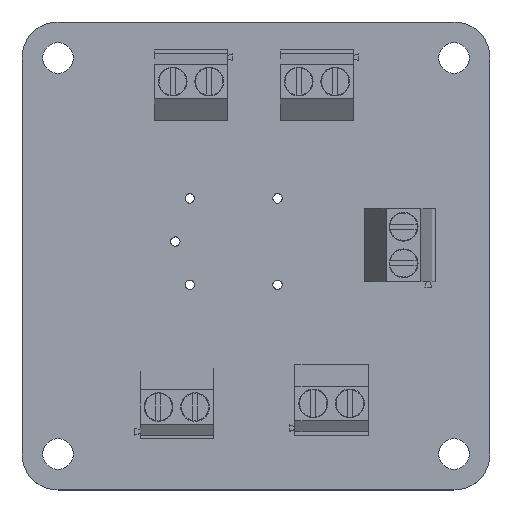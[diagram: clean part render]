
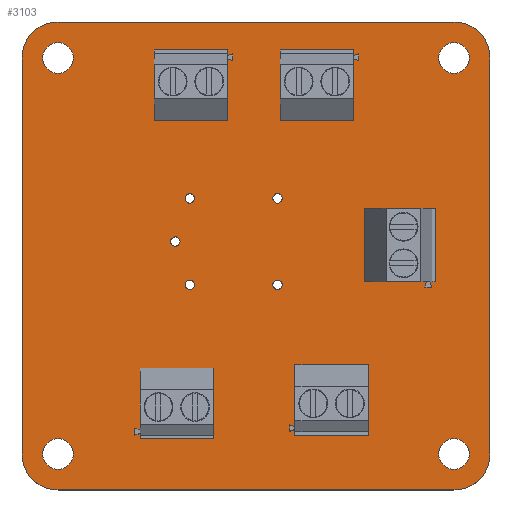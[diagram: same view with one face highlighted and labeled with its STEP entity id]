
A CAD part, top view. The second image highlights one B-rep face of the part: STEP entity #3103.
In plain terms, the highlighted planar face has unit normal (0, 0, 1).
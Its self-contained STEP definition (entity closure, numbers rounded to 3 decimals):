
#2745 = VERTEX_POINT('',#2746);
#2746 = CARTESIAN_POINT('',(194.5,-46.5,1.6));
#2752 = EDGE_CURVE('',#2745,#2753,#2755,.T.);
#2753 = VERTEX_POINT('',#2754);
#2754 = CARTESIAN_POINT('',(199.5,-51.5,1.6));
#2755 = CIRCLE('',#2756,5.);
#2756 = AXIS2_PLACEMENT_3D('',#2757,#2758,#2759);
#2757 = CARTESIAN_POINT('',(194.5,-51.5,1.6));
#2758 = DIRECTION('',(0.,0.,-1.));
#2759 = DIRECTION('',(0.,1.,0.));
#2787 = VERTEX_POINT('',#2788);
#2788 = CARTESIAN_POINT('',(139.5,-46.5,1.6));
#2794 = EDGE_CURVE('',#2787,#2745,#2795,.T.);
#2795 = LINE('',#2796,#2797);
#2796 = CARTESIAN_POINT('',(139.5,-46.5,1.6));
#2797 = VECTOR('',#2798,1.);
#2798 = DIRECTION('',(1.,0.,0.));
#2816 = EDGE_CURVE('',#2753,#2817,#2819,.T.);
#2817 = VERTEX_POINT('',#2818);
#2818 = CARTESIAN_POINT('',(199.5,-106.5,1.6));
#2819 = LINE('',#2820,#2821);
#2820 = CARTESIAN_POINT('',(199.5,-51.5,1.6));
#2821 = VECTOR('',#2822,1.);
#2822 = DIRECTION('',(0.,-1.,0.));
#3103 = ADVANCED_FACE('',(#3104,#3150,#3161,#3172,#3183,#3194,#3205,
    #3216,#3227,#3238,#3249,#3260,#3271,#3282,#3293,#3304,#3315,#3326,
    #3337,#3348),#3359,.T.);
#3104 = FACE_BOUND('',#3105,.T.);
#3105 = EDGE_LOOP('',(#3106,#3107,#3108,#3117,#3125,#3134,#3142,#3149));
#3106 = ORIENTED_EDGE('',*,*,#2752,.F.);
#3107 = ORIENTED_EDGE('',*,*,#2794,.F.);
#3108 = ORIENTED_EDGE('',*,*,#3109,.F.);
#3109 = EDGE_CURVE('',#3110,#2787,#3112,.T.);
#3110 = VERTEX_POINT('',#3111);
#3111 = CARTESIAN_POINT('',(134.5,-51.5,1.6));
#3112 = CIRCLE('',#3113,5.);
#3113 = AXIS2_PLACEMENT_3D('',#3114,#3115,#3116);
#3114 = CARTESIAN_POINT('',(139.5,-51.5,1.6));
#3115 = DIRECTION('',(0.,0.,-1.));
#3116 = DIRECTION('',(-1.,0.,-0.));
#3117 = ORIENTED_EDGE('',*,*,#3118,.F.);
#3118 = EDGE_CURVE('',#3119,#3110,#3121,.T.);
#3119 = VERTEX_POINT('',#3120);
#3120 = CARTESIAN_POINT('',(134.5,-106.5,1.6));
#3121 = LINE('',#3122,#3123);
#3122 = CARTESIAN_POINT('',(134.5,-106.5,1.6));
#3123 = VECTOR('',#3124,1.);
#3124 = DIRECTION('',(0.,1.,0.));
#3125 = ORIENTED_EDGE('',*,*,#3126,.F.);
#3126 = EDGE_CURVE('',#3127,#3119,#3129,.T.);
#3127 = VERTEX_POINT('',#3128);
#3128 = CARTESIAN_POINT('',(139.5,-111.5,1.6));
#3129 = CIRCLE('',#3130,5.);
#3130 = AXIS2_PLACEMENT_3D('',#3131,#3132,#3133);
#3131 = CARTESIAN_POINT('',(139.5,-106.5,1.6));
#3132 = DIRECTION('',(0.,0.,-1.));
#3133 = DIRECTION('',(0.,-1.,0.));
#3134 = ORIENTED_EDGE('',*,*,#3135,.F.);
#3135 = EDGE_CURVE('',#3136,#3127,#3138,.T.);
#3136 = VERTEX_POINT('',#3137);
#3137 = CARTESIAN_POINT('',(194.5,-111.5,1.6));
#3138 = LINE('',#3139,#3140);
#3139 = CARTESIAN_POINT('',(194.5,-111.5,1.6));
#3140 = VECTOR('',#3141,1.);
#3141 = DIRECTION('',(-1.,0.,0.));
#3142 = ORIENTED_EDGE('',*,*,#3143,.F.);
#3143 = EDGE_CURVE('',#2817,#3136,#3144,.T.);
#3144 = CIRCLE('',#3145,5.);
#3145 = AXIS2_PLACEMENT_3D('',#3146,#3147,#3148);
#3146 = CARTESIAN_POINT('',(194.5,-106.5,1.6));
#3147 = DIRECTION('',(0.,0.,-1.));
#3148 = DIRECTION('',(1.,0.,0.));
#3149 = ORIENTED_EDGE('',*,*,#2816,.F.);
#3150 = FACE_BOUND('',#3151,.T.);
#3151 = EDGE_LOOP('',(#3152));
#3152 = ORIENTED_EDGE('',*,*,#3153,.T.);
#3153 = EDGE_CURVE('',#3154,#3154,#3156,.T.);
#3154 = VERTEX_POINT('',#3155);
#3155 = CARTESIAN_POINT('',(139.5,-108.65,1.6));
#3156 = CIRCLE('',#3157,2.15);
#3157 = AXIS2_PLACEMENT_3D('',#3158,#3159,#3160);
#3158 = CARTESIAN_POINT('',(139.5,-106.5,1.6));
#3159 = DIRECTION('',(-0.,0.,-1.));
#3160 = DIRECTION('',(-0.,-1.,0.));
#3161 = FACE_BOUND('',#3162,.T.);
#3162 = EDGE_LOOP('',(#3163));
#3163 = ORIENTED_EDGE('',*,*,#3164,.T.);
#3164 = EDGE_CURVE('',#3165,#3165,#3167,.T.);
#3165 = VERTEX_POINT('',#3166);
#3166 = CARTESIAN_POINT('',(153.455,-100.455,1.6));
#3167 = CIRCLE('',#3168,0.65);
#3168 = AXIS2_PLACEMENT_3D('',#3169,#3170,#3171);
#3169 = CARTESIAN_POINT('',(153.455,-99.805,1.6));
#3170 = DIRECTION('',(-0.,0.,-1.));
#3171 = DIRECTION('',(0.,-1.,-0.));
#3172 = FACE_BOUND('',#3173,.T.);
#3173 = EDGE_LOOP('',(#3174));
#3174 = ORIENTED_EDGE('',*,*,#3175,.T.);
#3175 = EDGE_CURVE('',#3176,#3176,#3178,.T.);
#3176 = VERTEX_POINT('',#3177);
#3177 = CARTESIAN_POINT('',(158.535,-100.455,1.6));
#3178 = CIRCLE('',#3179,0.65);
#3179 = AXIS2_PLACEMENT_3D('',#3180,#3181,#3182);
#3180 = CARTESIAN_POINT('',(158.535,-99.805,1.6));
#3181 = DIRECTION('',(-0.,0.,-1.));
#3182 = DIRECTION('',(-0.,-1.,0.));
#3183 = FACE_BOUND('',#3184,.T.);
#3184 = EDGE_LOOP('',(#3185));
#3185 = ORIENTED_EDGE('',*,*,#3186,.T.);
#3186 = EDGE_CURVE('',#3187,#3187,#3189,.T.);
#3187 = VERTEX_POINT('',#3188);
#3188 = CARTESIAN_POINT('',(157.8,-83.65,1.6));
#3189 = CIRCLE('',#3190,0.65);
#3190 = AXIS2_PLACEMENT_3D('',#3191,#3192,#3193);
#3191 = CARTESIAN_POINT('',(157.8,-83.,1.6));
#3192 = DIRECTION('',(-0.,0.,-1.));
#3193 = DIRECTION('',(-0.,-1.,0.));
#3194 = FACE_BOUND('',#3195,.T.);
#3195 = EDGE_LOOP('',(#3196));
#3196 = ORIENTED_EDGE('',*,*,#3197,.T.);
#3197 = EDGE_CURVE('',#3198,#3198,#3200,.T.);
#3198 = VERTEX_POINT('',#3199);
#3199 = CARTESIAN_POINT('',(174.955,-99.955,1.6));
#3200 = CIRCLE('',#3201,0.65);
#3201 = AXIS2_PLACEMENT_3D('',#3202,#3203,#3204);
#3202 = CARTESIAN_POINT('',(174.955,-99.305,1.6));
#3203 = DIRECTION('',(-0.,0.,-1.));
#3204 = DIRECTION('',(0.,-1.,-0.));
#3205 = FACE_BOUND('',#3206,.T.);
#3206 = EDGE_LOOP('',(#3207));
#3207 = ORIENTED_EDGE('',*,*,#3208,.T.);
#3208 = EDGE_CURVE('',#3209,#3209,#3211,.T.);
#3209 = VERTEX_POINT('',#3210);
#3210 = CARTESIAN_POINT('',(180.035,-99.955,1.6));
#3211 = CIRCLE('',#3212,0.65);
#3212 = AXIS2_PLACEMENT_3D('',#3213,#3214,#3215);
#3213 = CARTESIAN_POINT('',(180.035,-99.305,1.6));
#3214 = DIRECTION('',(-0.,0.,-1.));
#3215 = DIRECTION('',(-0.,-1.,0.));
#3216 = FACE_BOUND('',#3217,.T.);
#3217 = EDGE_LOOP('',(#3218));
#3218 = ORIENTED_EDGE('',*,*,#3219,.T.);
#3219 = EDGE_CURVE('',#3220,#3220,#3222,.T.);
#3220 = VERTEX_POINT('',#3221);
#3221 = CARTESIAN_POINT('',(194.5,-108.65,1.6));
#3222 = CIRCLE('',#3223,2.15);
#3223 = AXIS2_PLACEMENT_3D('',#3224,#3225,#3226);
#3224 = CARTESIAN_POINT('',(194.5,-106.5,1.6));
#3225 = DIRECTION('',(-0.,0.,-1.));
#3226 = DIRECTION('',(-0.,-1.,0.));
#3227 = FACE_BOUND('',#3228,.T.);
#3228 = EDGE_LOOP('',(#3229));
#3229 = ORIENTED_EDGE('',*,*,#3230,.T.);
#3230 = EDGE_CURVE('',#3231,#3231,#3233,.T.);
#3231 = VERTEX_POINT('',#3232);
#3232 = CARTESIAN_POINT('',(170.,-83.65,1.6));
#3233 = CIRCLE('',#3234,0.65);
#3234 = AXIS2_PLACEMENT_3D('',#3235,#3236,#3237);
#3235 = CARTESIAN_POINT('',(170.,-83.,1.6));
#3236 = DIRECTION('',(-0.,0.,-1.));
#3237 = DIRECTION('',(-0.,-1.,0.));
#3238 = FACE_BOUND('',#3239,.T.);
#3239 = EDGE_LOOP('',(#3240));
#3240 = ORIENTED_EDGE('',*,*,#3241,.T.);
#3241 = EDGE_CURVE('',#3242,#3242,#3244,.T.);
#3242 = VERTEX_POINT('',#3243);
#3243 = CARTESIAN_POINT('',(187.305,-80.695,1.6));
#3244 = CIRCLE('',#3245,0.65);
#3245 = AXIS2_PLACEMENT_3D('',#3246,#3247,#3248);
#3246 = CARTESIAN_POINT('',(187.305,-80.045,1.6));
#3247 = DIRECTION('',(-0.,0.,-1.));
#3248 = DIRECTION('',(-0.,-1.,0.));
#3249 = FACE_BOUND('',#3250,.T.);
#3250 = EDGE_LOOP('',(#3251));
#3251 = ORIENTED_EDGE('',*,*,#3252,.T.);
#3252 = EDGE_CURVE('',#3253,#3253,#3255,.T.);
#3253 = VERTEX_POINT('',#3254);
#3254 = CARTESIAN_POINT('',(155.8,-77.65,1.6));
#3255 = CIRCLE('',#3256,0.65);
#3256 = AXIS2_PLACEMENT_3D('',#3257,#3258,#3259);
#3257 = CARTESIAN_POINT('',(155.8,-77.,1.6));
#3258 = DIRECTION('',(-0.,0.,-1.));
#3259 = DIRECTION('',(-0.,-1.,0.));
#3260 = FACE_BOUND('',#3261,.T.);
#3261 = EDGE_LOOP('',(#3262));
#3262 = ORIENTED_EDGE('',*,*,#3263,.T.);
#3263 = EDGE_CURVE('',#3264,#3264,#3266,.T.);
#3264 = VERTEX_POINT('',#3265);
#3265 = CARTESIAN_POINT('',(157.8,-71.65,1.6));
#3266 = CIRCLE('',#3267,0.65);
#3267 = AXIS2_PLACEMENT_3D('',#3268,#3269,#3270);
#3268 = CARTESIAN_POINT('',(157.8,-71.,1.6));
#3269 = DIRECTION('',(-0.,0.,-1.));
#3270 = DIRECTION('',(-0.,-1.,0.));
#3271 = FACE_BOUND('',#3272,.T.);
#3272 = EDGE_LOOP('',(#3273));
#3273 = ORIENTED_EDGE('',*,*,#3274,.T.);
#3274 = EDGE_CURVE('',#3275,#3275,#3277,.T.);
#3275 = VERTEX_POINT('',#3276);
#3276 = CARTESIAN_POINT('',(139.5,-53.65,1.6));
#3277 = CIRCLE('',#3278,2.15);
#3278 = AXIS2_PLACEMENT_3D('',#3279,#3280,#3281);
#3279 = CARTESIAN_POINT('',(139.5,-51.5,1.6));
#3280 = DIRECTION('',(-0.,0.,-1.));
#3281 = DIRECTION('',(-0.,-1.,0.));
#3282 = FACE_BOUND('',#3283,.T.);
#3283 = EDGE_LOOP('',(#3284));
#3284 = ORIENTED_EDGE('',*,*,#3285,.T.);
#3285 = EDGE_CURVE('',#3286,#3286,#3288,.T.);
#3286 = VERTEX_POINT('',#3287);
#3287 = CARTESIAN_POINT('',(155.42,-55.65,1.6));
#3288 = CIRCLE('',#3289,0.65);
#3289 = AXIS2_PLACEMENT_3D('',#3290,#3291,#3292);
#3290 = CARTESIAN_POINT('',(155.42,-55.,1.6));
#3291 = DIRECTION('',(-0.,0.,-1.));
#3292 = DIRECTION('',(0.,-1.,0.));
#3293 = FACE_BOUND('',#3294,.T.);
#3294 = EDGE_LOOP('',(#3295));
#3295 = ORIENTED_EDGE('',*,*,#3296,.T.);
#3296 = EDGE_CURVE('',#3297,#3297,#3299,.T.);
#3297 = VERTEX_POINT('',#3298);
#3298 = CARTESIAN_POINT('',(160.5,-55.65,1.6));
#3299 = CIRCLE('',#3300,0.65);
#3300 = AXIS2_PLACEMENT_3D('',#3301,#3302,#3303);
#3301 = CARTESIAN_POINT('',(160.5,-55.,1.6));
#3302 = DIRECTION('',(-0.,0.,-1.));
#3303 = DIRECTION('',(-0.,-1.,0.));
#3304 = FACE_BOUND('',#3305,.T.);
#3305 = EDGE_LOOP('',(#3306));
#3306 = ORIENTED_EDGE('',*,*,#3307,.T.);
#3307 = EDGE_CURVE('',#3308,#3308,#3310,.T.);
#3308 = VERTEX_POINT('',#3309);
#3309 = CARTESIAN_POINT('',(170.,-71.65,1.6));
#3310 = CIRCLE('',#3311,0.65);
#3311 = AXIS2_PLACEMENT_3D('',#3312,#3313,#3314);
#3312 = CARTESIAN_POINT('',(170.,-71.,1.6));
#3313 = DIRECTION('',(-0.,0.,-1.));
#3314 = DIRECTION('',(-0.,-1.,0.));
#3315 = FACE_BOUND('',#3316,.T.);
#3316 = EDGE_LOOP('',(#3317));
#3317 = ORIENTED_EDGE('',*,*,#3318,.T.);
#3318 = EDGE_CURVE('',#3319,#3319,#3321,.T.);
#3319 = VERTEX_POINT('',#3320);
#3320 = CARTESIAN_POINT('',(187.305,-75.615,1.6));
#3321 = CIRCLE('',#3322,0.65);
#3322 = AXIS2_PLACEMENT_3D('',#3323,#3324,#3325);
#3323 = CARTESIAN_POINT('',(187.305,-74.965,1.6));
#3324 = DIRECTION('',(-0.,0.,-1.));
#3325 = DIRECTION('',(-0.,-1.,0.));
#3326 = FACE_BOUND('',#3327,.T.);
#3327 = EDGE_LOOP('',(#3328));
#3328 = ORIENTED_EDGE('',*,*,#3329,.T.);
#3329 = EDGE_CURVE('',#3330,#3330,#3332,.T.);
#3330 = VERTEX_POINT('',#3331);
#3331 = CARTESIAN_POINT('',(172.92,-55.65,1.6));
#3332 = CIRCLE('',#3333,0.65);
#3333 = AXIS2_PLACEMENT_3D('',#3334,#3335,#3336);
#3334 = CARTESIAN_POINT('',(172.92,-55.,1.6));
#3335 = DIRECTION('',(-0.,0.,-1.));
#3336 = DIRECTION('',(0.,-1.,0.));
#3337 = FACE_BOUND('',#3338,.T.);
#3338 = EDGE_LOOP('',(#3339));
#3339 = ORIENTED_EDGE('',*,*,#3340,.T.);
#3340 = EDGE_CURVE('',#3341,#3341,#3343,.T.);
#3341 = VERTEX_POINT('',#3342);
#3342 = CARTESIAN_POINT('',(178.,-55.65,1.6));
#3343 = CIRCLE('',#3344,0.65);
#3344 = AXIS2_PLACEMENT_3D('',#3345,#3346,#3347);
#3345 = CARTESIAN_POINT('',(178.,-55.,1.6));
#3346 = DIRECTION('',(-0.,0.,-1.));
#3347 = DIRECTION('',(-0.,-1.,0.));
#3348 = FACE_BOUND('',#3349,.T.);
#3349 = EDGE_LOOP('',(#3350));
#3350 = ORIENTED_EDGE('',*,*,#3351,.T.);
#3351 = EDGE_CURVE('',#3352,#3352,#3354,.T.);
#3352 = VERTEX_POINT('',#3353);
#3353 = CARTESIAN_POINT('',(194.5,-53.65,1.6));
#3354 = CIRCLE('',#3355,2.15);
#3355 = AXIS2_PLACEMENT_3D('',#3356,#3357,#3358);
#3356 = CARTESIAN_POINT('',(194.5,-51.5,1.6));
#3357 = DIRECTION('',(-0.,0.,-1.));
#3358 = DIRECTION('',(-0.,-1.,0.));
#3359 = PLANE('',#3360);
#3360 = AXIS2_PLACEMENT_3D('',#3361,#3362,#3363);
#3361 = CARTESIAN_POINT('',(0.,0.,1.6));
#3362 = DIRECTION('',(0.,0.,1.));
#3363 = DIRECTION('',(1.,0.,-0.));
